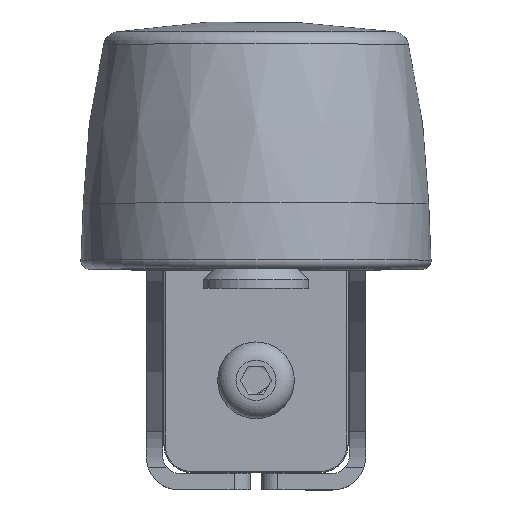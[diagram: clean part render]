
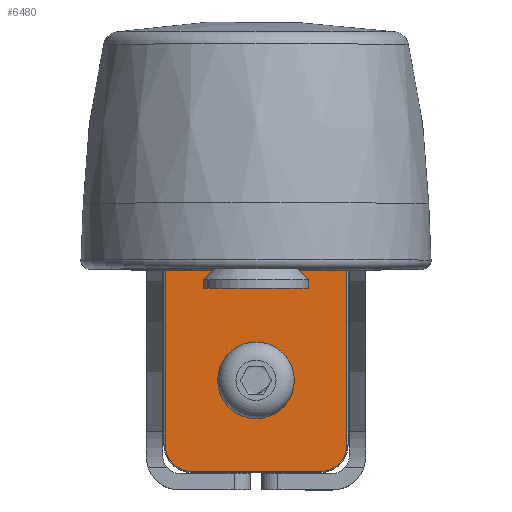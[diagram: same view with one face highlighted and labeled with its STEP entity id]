
A CAD part, top view. The second image highlights one B-rep face of the part: STEP entity #6480.
In plain terms, the highlighted planar face has unit normal (0, 0, 1).
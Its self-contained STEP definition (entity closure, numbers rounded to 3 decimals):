
#462=FACE_BOUND('',#1298,.T.);
#463=FACE_BOUND('',#1299,.T.);
#531=PLANE('',#7186);
#883=FACE_OUTER_BOUND('',#1297,.T.);
#1297=EDGE_LOOP('',(#5117,#5118,#5119,#5120,#5121,#5122,#5123,#5124));
#1298=EDGE_LOOP('',(#5125,#5126));
#1299=EDGE_LOOP('',(#5127,#5128));
#1770=LINE('',#10406,#2148);
#1771=LINE('',#10410,#2149);
#1772=LINE('',#10414,#2150);
#1773=LINE('',#10417,#2151);
#2148=VECTOR('',#8552,1000.);
#2149=VECTOR('',#8555,1000.);
#2150=VECTOR('',#8558,1000.);
#2151=VECTOR('',#8561,1000.);
#2447=CIRCLE('',#7140,4.45);
#2448=CIRCLE('',#7141,4.45);
#2452=CIRCLE('',#7146,4.45);
#2453=CIRCLE('',#7147,4.45);
#2479=CIRCLE('',#7187,4.8);
#2480=CIRCLE('',#7188,4.8);
#2481=CIRCLE('',#7189,4.8);
#2482=CIRCLE('',#7190,4.8);
#2919=VERTEX_POINT('',#10293);
#2920=VERTEX_POINT('',#10294);
#2923=VERTEX_POINT('',#10303);
#2924=VERTEX_POINT('',#10304);
#2959=VERTEX_POINT('',#10402);
#2960=VERTEX_POINT('',#10403);
#2961=VERTEX_POINT('',#10405);
#2962=VERTEX_POINT('',#10407);
#2963=VERTEX_POINT('',#10409);
#2964=VERTEX_POINT('',#10411);
#2965=VERTEX_POINT('',#10413);
#2966=VERTEX_POINT('',#10415);
#3674=EDGE_CURVE('',#2919,#2920,#2447,.T.);
#3675=EDGE_CURVE('',#2920,#2919,#2448,.T.);
#3679=EDGE_CURVE('',#2923,#2924,#2452,.T.);
#3680=EDGE_CURVE('',#2924,#2923,#2453,.T.);
#3728=EDGE_CURVE('',#2959,#2960,#2479,.T.);
#3729=EDGE_CURVE('',#2960,#2961,#1770,.T.);
#3730=EDGE_CURVE('',#2961,#2962,#2480,.T.);
#3731=EDGE_CURVE('',#2962,#2963,#1771,.T.);
#3732=EDGE_CURVE('',#2963,#2964,#2481,.T.);
#3733=EDGE_CURVE('',#2964,#2965,#1772,.T.);
#3734=EDGE_CURVE('',#2965,#2966,#2482,.T.);
#3735=EDGE_CURVE('',#2966,#2959,#1773,.T.);
#5117=ORIENTED_EDGE('',*,*,#3728,.T.);
#5118=ORIENTED_EDGE('',*,*,#3729,.T.);
#5119=ORIENTED_EDGE('',*,*,#3730,.T.);
#5120=ORIENTED_EDGE('',*,*,#3731,.T.);
#5121=ORIENTED_EDGE('',*,*,#3732,.T.);
#5122=ORIENTED_EDGE('',*,*,#3733,.T.);
#5123=ORIENTED_EDGE('',*,*,#3734,.T.);
#5124=ORIENTED_EDGE('',*,*,#3735,.T.);
#5125=ORIENTED_EDGE('',*,*,#3679,.T.);
#5126=ORIENTED_EDGE('',*,*,#3680,.T.);
#5127=ORIENTED_EDGE('',*,*,#3674,.T.);
#5128=ORIENTED_EDGE('',*,*,#3675,.T.);
#6480=ADVANCED_FACE('',(#883,#462,#463),#531,.F.);
#7140=AXIS2_PLACEMENT_3D('',#10295,#8434,#8435);
#7141=AXIS2_PLACEMENT_3D('',#10296,#8436,#8437);
#7146=AXIS2_PLACEMENT_3D('',#10305,#8446,#8447);
#7147=AXIS2_PLACEMENT_3D('',#10306,#8448,#8449);
#7186=AXIS2_PLACEMENT_3D('',#10401,#8548,#8549);
#7187=AXIS2_PLACEMENT_3D('',#10404,#8550,#8551);
#7188=AXIS2_PLACEMENT_3D('',#10408,#8553,#8554);
#7189=AXIS2_PLACEMENT_3D('',#10412,#8556,#8557);
#7190=AXIS2_PLACEMENT_3D('',#10416,#8559,#8560);
#8434=DIRECTION('center_axis',(0.,0.,-1.));
#8435=DIRECTION('ref_axis',(-1.,0.,0.));
#8436=DIRECTION('center_axis',(0.,0.,-1.));
#8437=DIRECTION('ref_axis',(-1.,0.,0.));
#8446=DIRECTION('center_axis',(0.,0.,-1.));
#8447=DIRECTION('ref_axis',(-1.,0.,0.));
#8448=DIRECTION('center_axis',(0.,0.,-1.));
#8449=DIRECTION('ref_axis',(-1.,0.,0.));
#8548=DIRECTION('center_axis',(0.,0.,-1.));
#8549=DIRECTION('ref_axis',(-1.,0.,0.));
#8550=DIRECTION('center_axis',(0.,0.,1.));
#8551=DIRECTION('ref_axis',(-1.,0.,0.));
#8552=DIRECTION('',(0.,-1.,0.));
#8553=DIRECTION('center_axis',(0.,0.,1.));
#8554=DIRECTION('ref_axis',(-1.,0.,0.));
#8555=DIRECTION('',(1.,0.,0.));
#8556=DIRECTION('center_axis',(0.,0.,1.));
#8557=DIRECTION('ref_axis',(-1.,0.,0.));
#8558=DIRECTION('',(0.,1.,0.));
#8559=DIRECTION('center_axis',(0.,0.,1.));
#8560=DIRECTION('ref_axis',(-1.,0.,0.));
#8561=DIRECTION('',(-1.,0.,0.));
#10293=CARTESIAN_POINT('',(-4.45,20.,0.));
#10294=CARTESIAN_POINT('',(4.45,20.,0.));
#10295=CARTESIAN_POINT('Origin',(0.,20.,0.));
#10296=CARTESIAN_POINT('Origin',(0.,20.,0.));
#10303=CARTESIAN_POINT('',(-4.45,-20.,0.));
#10304=CARTESIAN_POINT('',(4.45,-20.,0.));
#10305=CARTESIAN_POINT('Origin',(0.,-20.,0.));
#10306=CARTESIAN_POINT('Origin',(0.,-20.,0.));
#10401=CARTESIAN_POINT('Origin',(-11.8,-31.8,0.));
#10402=CARTESIAN_POINT('',(-11.8,36.6,0.));
#10403=CARTESIAN_POINT('',(-16.6,31.8,0.));
#10404=CARTESIAN_POINT('Origin',(-11.8,31.8,0.));
#10405=CARTESIAN_POINT('',(-16.6,-31.8,0.));
#10406=CARTESIAN_POINT('',(-16.6,-31.8,0.));
#10407=CARTESIAN_POINT('',(-11.8,-36.6,0.));
#10408=CARTESIAN_POINT('Origin',(-11.8,-31.8,0.));
#10409=CARTESIAN_POINT('',(11.8,-36.6,0.));
#10410=CARTESIAN_POINT('',(11.8,-36.6,0.));
#10411=CARTESIAN_POINT('',(16.6,-31.8,0.));
#10412=CARTESIAN_POINT('Origin',(11.8,-31.8,0.));
#10413=CARTESIAN_POINT('',(16.6,31.8,0.));
#10414=CARTESIAN_POINT('',(16.6,31.8,0.));
#10415=CARTESIAN_POINT('',(11.8,36.6,0.));
#10416=CARTESIAN_POINT('Origin',(11.8,31.8,0.));
#10417=CARTESIAN_POINT('',(-11.8,36.6,0.));
